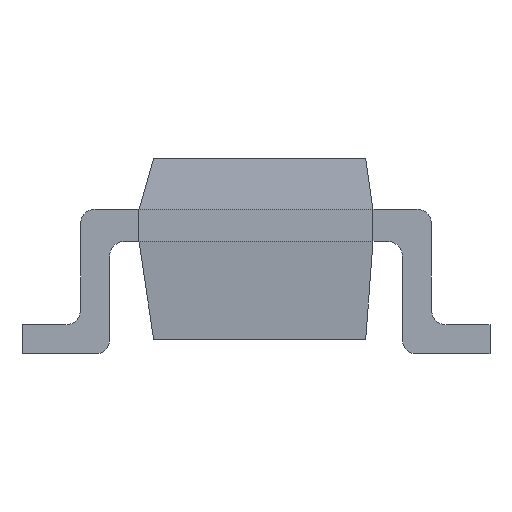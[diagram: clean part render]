
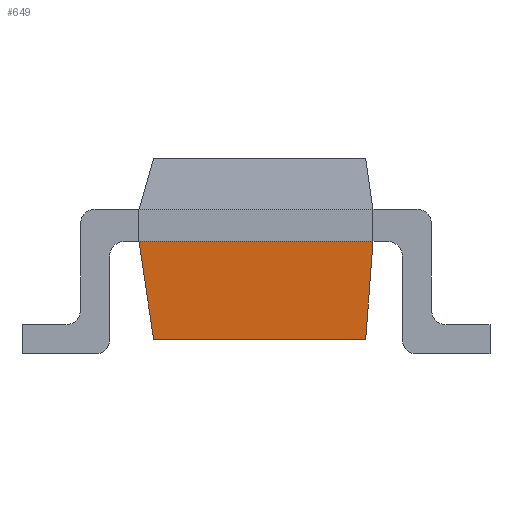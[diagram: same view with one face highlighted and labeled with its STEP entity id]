
A CAD part, left-side view. The second image highlights one B-rep face of the part: STEP entity #649.
In plain terms, the highlighted free-form (B-spline) face has degree [1, 1] with [2, 2] control points.
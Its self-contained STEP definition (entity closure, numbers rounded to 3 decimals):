
#22 = VERTEX_POINT('',#23);
#23 = CARTESIAN_POINT('',(-1.4,0.7,-0.67));
#32 = PLANE('',#33);
#33 = AXIS2_PLACEMENT_3D('',#34,#35,#36);
#34 = CARTESIAN_POINT('',(0.,-0.025,-0.67));
#35 = DIRECTION('',(0.,0.,1.));
#36 = DIRECTION('',(1.,0.,0.));
#44 = B_SPLINE_SURFACE_WITH_KNOTS('',1,1,(
    (#45,#46)
    ,(#47,#48)),.UNSPECIFIED.,.F.,.F.,.F.,(2,2),(2,2),(0.,2.9),(0.,1.),
  .PIECEWISE_BEZIER_KNOTS.);
#45 = CARTESIAN_POINT('',(-1.4,0.7,-0.67));
#46 = CARTESIAN_POINT('',(-1.45,0.8,0.));
#47 = CARTESIAN_POINT('',(1.4,0.7,-0.67));
#48 = CARTESIAN_POINT('',(1.45,0.8,0.));
#83 = VERTEX_POINT('',#84);
#84 = CARTESIAN_POINT('',(-1.4,-0.75,-0.67));
#98 = B_SPLINE_SURFACE_WITH_KNOTS('',1,1,(
    (#99,#100)
    ,(#101,#102
  )),.UNSPECIFIED.,.F.,.F.,.F.,(2,2),(2,2),(0.,2.9),(0.,1.),
  .PIECEWISE_BEZIER_KNOTS.);
#99 = CARTESIAN_POINT('',(1.4,-0.75,-0.67));
#100 = CARTESIAN_POINT('',(1.45,-0.8,0.));
#101 = CARTESIAN_POINT('',(-1.4,-0.75,-0.67));
#102 = CARTESIAN_POINT('',(-1.45,-0.8,0.));
#109 = EDGE_CURVE('',#83,#22,#110,.T.);
#110 = SURFACE_CURVE('',#111,(#115,#122),.PCURVE_S1.);
#111 = LINE('',#112,#113);
#112 = CARTESIAN_POINT('',(-1.4,-0.75,-0.67));
#113 = VECTOR('',#114,1.);
#114 = DIRECTION('',(0.,1.,0.));
#115 = PCURVE('',#32,#116);
#116 = DEFINITIONAL_REPRESENTATION('',(#117),#121);
#117 = LINE('',#118,#119);
#118 = CARTESIAN_POINT('',(-1.4,-0.725));
#119 = VECTOR('',#120,1.);
#120 = DIRECTION('',(0.,1.));
#121 = ( GEOMETRIC_REPRESENTATION_CONTEXT(2) 
PARAMETRIC_REPRESENTATION_CONTEXT() REPRESENTATION_CONTEXT('2D SPACE',''
  ) );
#122 = PCURVE('',#123,#128);
#123 = B_SPLINE_SURFACE_WITH_KNOTS('',1,1,(
    (#124,#125)
    ,(#126,#127
  )),.UNSPECIFIED.,.F.,.F.,.F.,(2,2),(2,2),(0.,1.6),(0.,1.),
  .PIECEWISE_BEZIER_KNOTS.);
#124 = CARTESIAN_POINT('',(-1.4,-0.75,-0.67));
#125 = CARTESIAN_POINT('',(-1.45,-0.8,0.));
#126 = CARTESIAN_POINT('',(-1.4,0.7,-0.67));
#127 = CARTESIAN_POINT('',(-1.45,0.8,0.));
#128 = DEFINITIONAL_REPRESENTATION('',(#129),#132);
#129 = B_SPLINE_CURVE_WITH_KNOTS('',1,(#130,#131),.UNSPECIFIED.,.F.,.F.,
  (2,2),(0.,1.45),.PIECEWISE_BEZIER_KNOTS.);
#130 = CARTESIAN_POINT('',(0.,0.));
#131 = CARTESIAN_POINT('',(1.6,0.));
#132 = ( GEOMETRIC_REPRESENTATION_CONTEXT(2) 
PARAMETRIC_REPRESENTATION_CONTEXT() REPRESENTATION_CONTEXT('2D SPACE',''
  ) );
#329 = VERTEX_POINT('',#330);
#330 = CARTESIAN_POINT('',(-1.45,0.8,0.));
#356 = EDGE_CURVE('',#22,#329,#357,.T.);
#357 = SURFACE_CURVE('',#358,(#361,#368),.PCURVE_S1.);
#358 = B_SPLINE_CURVE_WITH_KNOTS('',1,(#359,#360),.UNSPECIFIED.,.F.,.F.,
  (2,2),(0.,1.),.PIECEWISE_BEZIER_KNOTS.);
#359 = CARTESIAN_POINT('',(-1.4,0.7,-0.67));
#360 = CARTESIAN_POINT('',(-1.45,0.8,0.));
#361 = PCURVE('',#44,#362);
#362 = DEFINITIONAL_REPRESENTATION('',(#363),#367);
#363 = LINE('',#364,#365);
#364 = CARTESIAN_POINT('',(0.,0.));
#365 = VECTOR('',#366,1.);
#366 = DIRECTION('',(0.,1.));
#367 = ( GEOMETRIC_REPRESENTATION_CONTEXT(2) 
PARAMETRIC_REPRESENTATION_CONTEXT() REPRESENTATION_CONTEXT('2D SPACE',''
  ) );
#368 = PCURVE('',#123,#369);
#369 = DEFINITIONAL_REPRESENTATION('',(#370),#374);
#370 = LINE('',#371,#372);
#371 = CARTESIAN_POINT('',(1.6,0.));
#372 = VECTOR('',#373,1.);
#373 = DIRECTION('',(0.,1.));
#374 = ( GEOMETRIC_REPRESENTATION_CONTEXT(2) 
PARAMETRIC_REPRESENTATION_CONTEXT() REPRESENTATION_CONTEXT('2D SPACE',''
  ) );
#433 = EDGE_CURVE('',#83,#434,#436,.T.);
#434 = VERTEX_POINT('',#435);
#435 = CARTESIAN_POINT('',(-1.45,-0.8,0.));
#436 = SURFACE_CURVE('',#437,(#440,#447),.PCURVE_S1.);
#437 = B_SPLINE_CURVE_WITH_KNOTS('',1,(#438,#439),.UNSPECIFIED.,.F.,.F.,
  (2,2),(0.,1.),.PIECEWISE_BEZIER_KNOTS.);
#438 = CARTESIAN_POINT('',(-1.4,-0.75,-0.67));
#439 = CARTESIAN_POINT('',(-1.45,-0.8,0.));
#440 = PCURVE('',#98,#441);
#441 = DEFINITIONAL_REPRESENTATION('',(#442),#446);
#442 = LINE('',#443,#444);
#443 = CARTESIAN_POINT('',(2.9,0.));
#444 = VECTOR('',#445,1.);
#445 = DIRECTION('',(0.,1.));
#446 = ( GEOMETRIC_REPRESENTATION_CONTEXT(2) 
PARAMETRIC_REPRESENTATION_CONTEXT() REPRESENTATION_CONTEXT('2D SPACE',''
  ) );
#447 = PCURVE('',#123,#448);
#448 = DEFINITIONAL_REPRESENTATION('',(#449),#453);
#449 = LINE('',#450,#451);
#450 = CARTESIAN_POINT('',(0.,0.));
#451 = VECTOR('',#452,1.);
#452 = DIRECTION('',(0.,1.));
#453 = ( GEOMETRIC_REPRESENTATION_CONTEXT(2) 
PARAMETRIC_REPRESENTATION_CONTEXT() REPRESENTATION_CONTEXT('2D SPACE',''
  ) );
#649 = ADVANCED_FACE('',(#650),#123,.F.);
#650 = FACE_BOUND('',#651,.F.);
#651 = EDGE_LOOP('',(#652,#653,#654,#680));
#652 = ORIENTED_EDGE('',*,*,#109,.T.);
#653 = ORIENTED_EDGE('',*,*,#356,.T.);
#654 = ORIENTED_EDGE('',*,*,#655,.F.);
#655 = EDGE_CURVE('',#434,#329,#656,.T.);
#656 = SURFACE_CURVE('',#657,(#661,#668),.PCURVE_S1.);
#657 = LINE('',#658,#659);
#658 = CARTESIAN_POINT('',(-1.45,-0.8,0.));
#659 = VECTOR('',#660,1.);
#660 = DIRECTION('',(0.,1.,0.));
#661 = PCURVE('',#123,#662);
#662 = DEFINITIONAL_REPRESENTATION('',(#663),#667);
#663 = LINE('',#664,#665);
#664 = CARTESIAN_POINT('',(0.,1.));
#665 = VECTOR('',#666,1.);
#666 = DIRECTION('',(1.,0.));
#667 = ( GEOMETRIC_REPRESENTATION_CONTEXT(2) 
PARAMETRIC_REPRESENTATION_CONTEXT() REPRESENTATION_CONTEXT('2D SPACE',''
  ) );
#668 = PCURVE('',#669,#674);
#669 = PLANE('',#670);
#670 = AXIS2_PLACEMENT_3D('',#671,#672,#673);
#671 = CARTESIAN_POINT('',(-1.45,-0.8,0.22));
#672 = DIRECTION('',(1.,0.,0.));
#673 = DIRECTION('',(0.,1.,0.));
#674 = DEFINITIONAL_REPRESENTATION('',(#675),#679);
#675 = LINE('',#676,#677);
#676 = CARTESIAN_POINT('',(0.,-0.22));
#677 = VECTOR('',#678,1.);
#678 = DIRECTION('',(1.,0.));
#679 = ( GEOMETRIC_REPRESENTATION_CONTEXT(2) 
PARAMETRIC_REPRESENTATION_CONTEXT() REPRESENTATION_CONTEXT('2D SPACE',''
  ) );
#680 = ORIENTED_EDGE('',*,*,#433,.F.);
